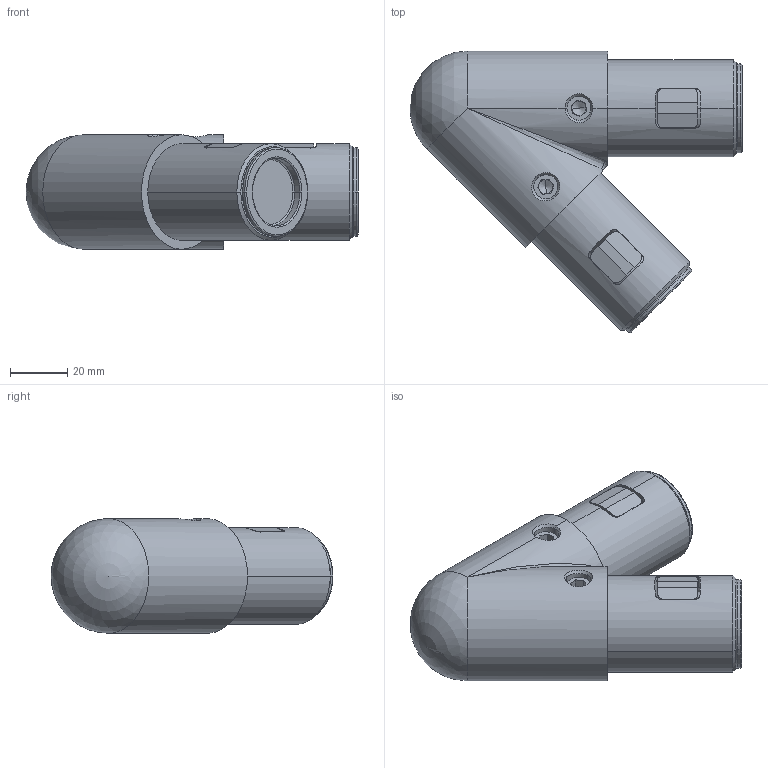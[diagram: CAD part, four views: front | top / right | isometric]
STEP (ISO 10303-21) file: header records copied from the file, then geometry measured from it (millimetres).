
FILE_DESCRIPTION (( 'STEP AP203' ), '1' );
FILE_NAME ('SPS.JC40.V.STEP', '2014-05-20T06:06:39', ( 'USER' ), ( 'Microsoft' ), 'SwSTEP 2.0', 'SolidWorks 2012', '' );
FILE_SCHEMA (( 'CONFIG_CONTROL_DESIGN' ));
Length unit declared in the file: millimetre
Products named in the file (8): 諶裔; 賑裝-1; V倛諉芛; 賑輸; hex socket set screws with cone point gb_GB_FASTENER_SCREWS_HSCP M10X16-C; SPS.JC40.V; 粟銅; 賑裝粟銅蚾饜1
Assembly tree (11 placements, depth 3):
  SPS.JC40.V
    V倛諉芛
    賑輸  x2
    諶裔  x2
    賑裝粟銅蚾饜1  x2
      賑裝-1
      粟銅
    hex socket set screws with cone point gb_GB_FASTENER_SCREWS_HSCP M10X16-C  x2
Bounding box: 116.04 x 98.51 x 40 mm (x, y, z)
Volume: 169676.4 mm3; surface area: 47109.7 mm2
Topology: 11 solids, 11 shells, 269 faces, 633 edges, 384 vertices
Faces by surface type: plane 116, cylinder 75, cone 44, torus 22, bspline 11, sphere 1
Entity records: 10828 total; most frequent: CARTESIAN_POINT 6056, DIRECTION 802, ORIENTED_EDGE 798, EDGE_CURVE 399, AXIS2_PLACEMENT_3D 305, VERTEX_POINT 248, VECTOR 192, LINE 192
